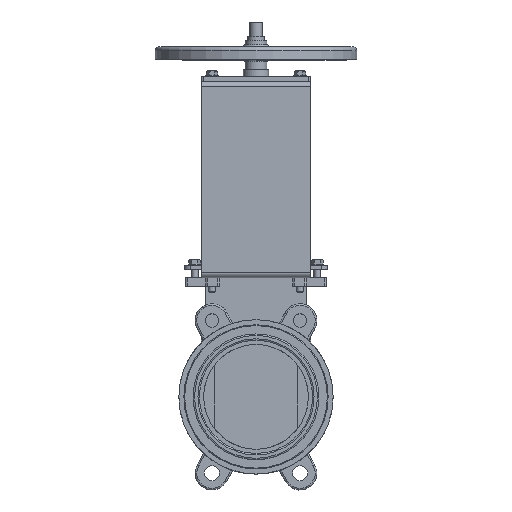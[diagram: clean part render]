
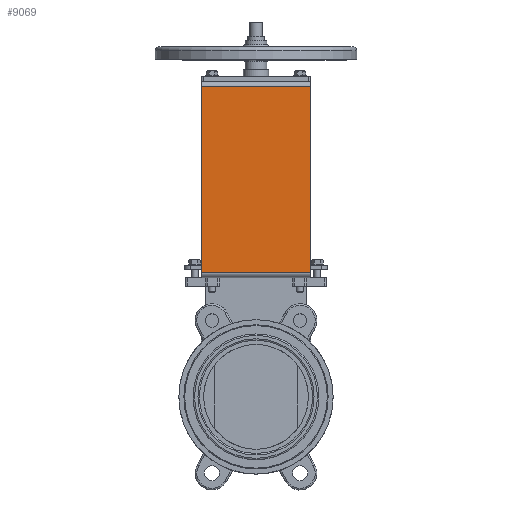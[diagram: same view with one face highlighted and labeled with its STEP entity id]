
A CAD part, top view. The second image highlights one B-rep face of the part: STEP entity #9069.
In plain terms, the highlighted face is planar.
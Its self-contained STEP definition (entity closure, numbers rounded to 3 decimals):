
#1430=FACE_OUTER_BOUND('',#1977,.T.);
#1977=EDGE_LOOP('',(#7776,#7777,#7778,#7779));
#2609=LINE('',#17516,#3272);
#2625=LINE('',#17557,#3288);
#2640=LINE('',#17592,#3303);
#2642=LINE('',#17595,#3305);
#3272=VECTOR('',#12218,10.);
#3288=VECTOR('',#12260,10.);
#3303=VECTOR('',#12299,10.);
#3305=VECTOR('',#12303,10.);
#4083=VERTEX_POINT('',#17513);
#4084=VERTEX_POINT('',#17515);
#4095=VERTEX_POINT('',#17554);
#4096=VERTEX_POINT('',#17556);
#5298=EDGE_CURVE('',#4084,#4083,#2609,.T.);
#5318=EDGE_CURVE('',#4096,#4095,#2625,.T.);
#5336=EDGE_CURVE('',#4095,#4084,#2640,.T.);
#5338=EDGE_CURVE('',#4083,#4096,#2642,.T.);
#7776=ORIENTED_EDGE('',*,*,#5298,.T.);
#7777=ORIENTED_EDGE('',*,*,#5338,.T.);
#7778=ORIENTED_EDGE('',*,*,#5318,.T.);
#7779=ORIENTED_EDGE('',*,*,#5336,.T.);
#8155=PLANE('',#10079);
#9069=ADVANCED_FACE('',(#1430),#8155,.F.);
#10079=AXIS2_PLACEMENT_3D('',#17594,#12301,#12302);
#12218=DIRECTION('',(1.,0.,0.));
#12260=DIRECTION('',(-1.,0.,0.));
#12299=DIRECTION('',(0.,0.,-1.));
#12301=DIRECTION('center_axis',(0.,1.,0.));
#12302=DIRECTION('ref_axis',(0.,0.,1.));
#12303=DIRECTION('',(0.,0.,1.));
#17513=CARTESIAN_POINT('',(65.,0.,-111.));
#17515=CARTESIAN_POINT('',(-65.,0.,-111.));
#17516=CARTESIAN_POINT('',(-32.5,0.,-111.));
#17554=CARTESIAN_POINT('',(-65.,0.,111.));
#17556=CARTESIAN_POINT('',(65.,0.,111.));
#17557=CARTESIAN_POINT('',(32.5,0.,111.));
#17592=CARTESIAN_POINT('',(-65.,0.,117.));
#17594=CARTESIAN_POINT('Origin',(0.,0.,0.));
#17595=CARTESIAN_POINT('',(65.,0.,-117.));
